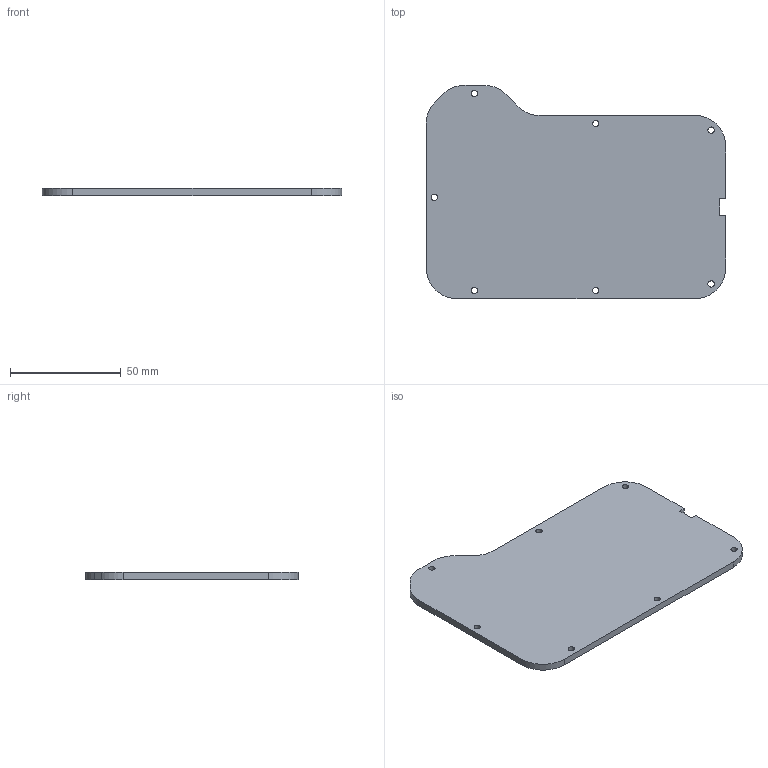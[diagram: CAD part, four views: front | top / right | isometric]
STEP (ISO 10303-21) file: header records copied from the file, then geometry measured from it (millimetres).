
FILE_DESCRIPTION (( 'STEP AP214' ), '1' );
FILE_NAME ('P_Backplate_Vibrato_Cavity_CAM.STEP', '2023-11-25T21:13:41', ( '' ), ( '' ), 'SwSTEP 2.0', 'SolidWorks 2020', '' );
FILE_SCHEMA (( 'AUTOMOTIVE_DESIGN' ));
Length unit declared in the file: millimetre
Products named in the file (1): P_Backplate_Vibrato_Cavity_CAM
Bounding box: 135.42 x 96.4 x 3.17 mm (x, y, z)
Volume: 36455.5 mm3; surface area: 24542.6 mm2
Topology: 1 solids, 1 shells, 34 faces, 96 edges, 64 vertices
Faces by surface type: cylinder 21, plane 13
Entity records: 1184 total; most frequent: DIRECTION 208, CARTESIAN_POINT 195, ORIENTED_EDGE 192, EDGE_CURVE 96, AXIS2_PLACEMENT_3D 77, VERTEX_POINT 64, VECTOR 54, LINE 54
